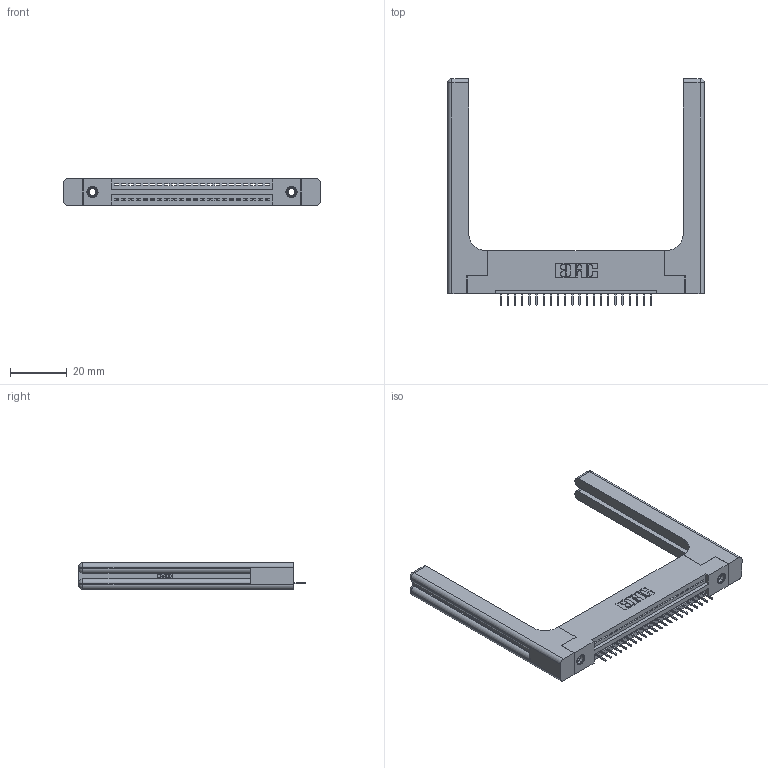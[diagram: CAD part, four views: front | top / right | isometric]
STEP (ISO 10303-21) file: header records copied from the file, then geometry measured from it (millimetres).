
FILE_DESCRIPTION (( 'STEP AP203' ), '1' );
FILE_NAME ('395-022-524-158.STEP', '2019-10-18T03:04:46', ( '' ), ( '' ), 'SwSTEP 2.0', 'SolidWorks 2016', '' );
FILE_SCHEMA (( 'CONFIG_CONTROL_DESIGN' ));
Length unit declared in the file: inch
Products named in the file (5): 345 Part_Flush Mounting Lugs - 0.156 Dia-TH; 345-220-058_345-220-058; 345-250-001_345-250-001-102; 345-292-001_345-293-124; 395-022-524-158
Assembly tree (27 placements, depth 2):
  395-022-524-158
    345 Part_Flush Mounting Lugs - 0.156 Dia-TH
    345-292-001_345-293-124  x22
    345-250-001_345-250-001-102  x2
    345-220-058_345-220-058  x2
Bounding box: 90.91 x 80.31 x 9.4 mm (x, y, z)
Volume: 16888.6 mm3; surface area: 15897 mm2
Topology: 27 solids, 27 shells, 1746 faces, 4967 edges, 3202 vertices
Faces by surface type: plane 1240, cylinder 446, bspline 36, cone 12, sphere 8, torus 4
Entity records: 24506 total; most frequent: CARTESIAN_POINT 5215, ORIENTED_EDGE 3968, DIRECTION 3532, EDGE_CURVE 1984, LINE 1676, VECTOR 1676, VERTEX_POINT 1310, AXIS2_PLACEMENT_3D 928
